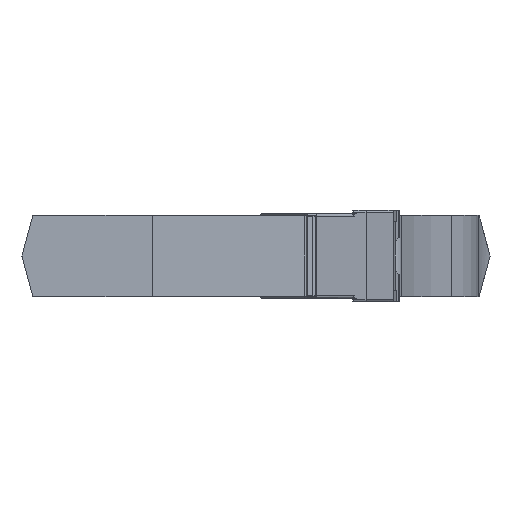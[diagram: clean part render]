
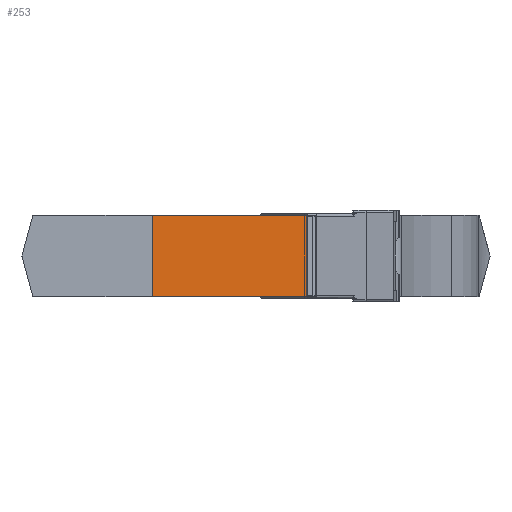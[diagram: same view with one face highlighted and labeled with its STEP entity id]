
A CAD part, left-side view. The second image highlights one B-rep face of the part: STEP entity #253.
In plain terms, the highlighted planar face has unit normal (-0.999, -0.052, 0).
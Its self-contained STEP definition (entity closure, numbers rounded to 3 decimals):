
#253=ADVANCED_FACE('',(#396),#317,.F.);
#317=PLANE('',#1955);
#396=FACE_OUTER_BOUND('',#489,.T.);
#489=EDGE_LOOP('',(#934,#935,#936,#937));
#934=ORIENTED_EDGE('',*,*,#1445,.F.);
#935=ORIENTED_EDGE('',*,*,#1415,.F.);
#936=ORIENTED_EDGE('',*,*,#1446,.T.);
#937=ORIENTED_EDGE('',*,*,#1380,.F.);
#1155=VERTEX_POINT('',#3008);
#1156=VERTEX_POINT('',#3010);
#1190=VERTEX_POINT('',#3079);
#1191=VERTEX_POINT('',#3081);
#1380=EDGE_CURVE('',#1155,#1156,#1582,.T.);
#1415=EDGE_CURVE('',#1190,#1191,#1597,.T.);
#1445=EDGE_CURVE('',#1191,#1155,#1616,.T.);
#1446=EDGE_CURVE('',#1190,#1156,#1617,.T.);
#1582=LINE('',#3009,#1753);
#1597=LINE('',#3080,#1768);
#1616=LINE('',#3138,#1787);
#1617=LINE('',#3140,#1788);
#1753=VECTOR('',#2293,1.);
#1768=VECTOR('',#2350,1.);
#1787=VECTOR('',#2413,1.);
#1788=VECTOR('',#2416,1.);
#1955=AXIS2_PLACEMENT_3D('',#3141,#2417,#2418);
#2293=DIRECTION('',(0.052,-0.999,0.));
#2350=DIRECTION('',(-0.052,0.999,0.));
#2413=DIRECTION('',(0.,0.,1.));
#2416=DIRECTION('',(0.,0.,1.));
#2417=DIRECTION('',(0.999,0.052,0.));
#2418=DIRECTION('',(-0.052,0.999,0.));
#3008=CARTESIAN_POINT('',(0.25,15.96,5.4));
#3009=CARTESIAN_POINT('',(0.25,15.96,5.4));
#3010=CARTESIAN_POINT('',(0.8,5.461,5.4));
#3079=CARTESIAN_POINT('',(0.8,5.461,0.1));
#3080=CARTESIAN_POINT('',(0.25,15.96,0.1));
#3081=CARTESIAN_POINT('',(0.25,15.96,0.1));
#3138=CARTESIAN_POINT('',(0.25,15.96,6.1));
#3140=CARTESIAN_POINT('',(0.8,5.461,6.1));
#3141=CARTESIAN_POINT('',(0.25,15.96,6.1));
